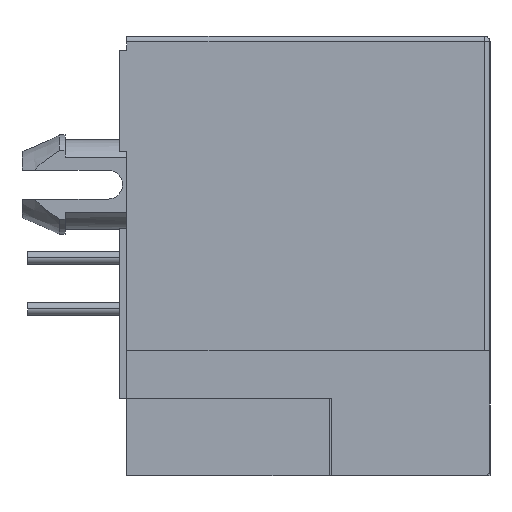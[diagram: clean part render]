
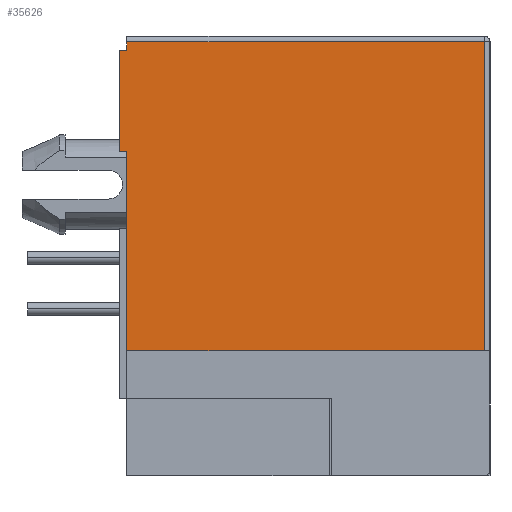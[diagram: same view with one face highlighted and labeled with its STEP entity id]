
A CAD part, left-side view. The second image highlights one B-rep face of the part: STEP entity #35626.
In plain terms, the highlighted planar face has unit normal (-1, 0, 0).
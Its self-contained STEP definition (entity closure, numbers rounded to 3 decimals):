
#27404=DIRECTION('',(0.,0.,1.));
#27405=VECTOR('',#27404,0.3);
#27406=CARTESIAN_POINT('',(-15.8,6.315,7.15));
#27407=LINE('',#27406,#27405);
#27408=DIRECTION('',(0.,-1.,0.));
#27409=VECTOR('',#27408,12.43);
#27410=CARTESIAN_POINT('',(-15.8,6.315,7.45));
#27411=LINE('',#27410,#27409);
#27412=DIRECTION('',(0.,0.,-1.));
#27413=VECTOR('',#27412,10.75);
#27414=CARTESIAN_POINT('',(-15.8,-6.115,7.45));
#27415=LINE('',#27414,#27413);
#27416=DIRECTION('',(0.,1.,0.));
#27417=VECTOR('',#27416,12.43);
#27418=CARTESIAN_POINT('',(-15.8,-6.115,-3.3));
#27419=LINE('',#27418,#27417);
#27424=DIRECTION('',(0.,1.,0.));
#27425=VECTOR('',#27424,0.25);
#27426=CARTESIAN_POINT('',(-15.8,6.315,7.15));
#27427=LINE('',#27426,#27425);
#27432=DIRECTION('',(0.,0.,-1.));
#27433=VECTOR('',#27432,3.5);
#27434=CARTESIAN_POINT('',(-15.8,6.565,7.15));
#27435=LINE('',#27434,#27433);
#27445=DIRECTION('',(0.,-1.,0.));
#27446=VECTOR('',#27445,0.25);
#27447=CARTESIAN_POINT('',(-15.8,6.565,3.65));
#27448=LINE('',#27447,#27446);
#27463=DIRECTION('',(0.,0.,-1.));
#27464=VECTOR('',#27463,6.95);
#27465=CARTESIAN_POINT('',(-15.8,6.315,3.65));
#27466=LINE('',#27465,#27464);
#32327=CARTESIAN_POINT('',(-15.8,-6.115,7.45));
#32328=CARTESIAN_POINT('',(-15.8,-6.115,-3.3));
#32329=VERTEX_POINT('',#32327);
#32330=VERTEX_POINT('',#32328);
#32337=CARTESIAN_POINT('',(-15.8,6.315,-3.3));
#32338=VERTEX_POINT('',#32337);
#32510=CARTESIAN_POINT('',(-15.8,6.315,7.45));
#32512=VERTEX_POINT('',#32510);
#32514=CARTESIAN_POINT('',(-15.8,6.315,7.15));
#32516=VERTEX_POINT('',#32514);
#32603=CARTESIAN_POINT('',(-15.8,6.565,3.65));
#32604=CARTESIAN_POINT('',(-15.8,6.315,3.65));
#32605=VERTEX_POINT('',#32603);
#32606=VERTEX_POINT('',#32604);
#32609=CARTESIAN_POINT('',(-15.8,6.565,7.15));
#32610=VERTEX_POINT('',#32609);
#35607=CARTESIAN_POINT('',(-15.8,0.225,2.075));
#35608=DIRECTION('',(1.,0.,0.));
#35609=DIRECTION('',(0.,-1.,0.));
#35610=AXIS2_PLACEMENT_3D('',#35607,#35608,#35609);
#35611=PLANE('',#35610);
#35613=ORIENTED_EDGE('',*,*,#35612,.F.);
#35614=ORIENTED_EDGE('',*,*,#35381,.T.);
#35615=ORIENTED_EDGE('',*,*,#35602,.T.);
#35616=ORIENTED_EDGE('',*,*,#34724,.T.);
#35617=ORIENTED_EDGE('',*,*,#34743,.T.);
#35619=ORIENTED_EDGE('',*,*,#35618,.F.);
#35621=ORIENTED_EDGE('',*,*,#35620,.F.);
#35623=ORIENTED_EDGE('',*,*,#35622,.F.);
#35624=EDGE_LOOP('',(#35613,#35614,#35615,#35616,#35617,#35619,#35621,#35623));
#35625=FACE_OUTER_BOUND('',#35624,.F.);
#35626=ADVANCED_FACE('',(#35625),#35611,.F.);
#34724=EDGE_CURVE('',#32329,#32330,#27415,.T.);
#34743=EDGE_CURVE('',#32330,#32338,#27419,.T.);
#35381=EDGE_CURVE('',#32516,#32512,#27407,.T.);
#35602=EDGE_CURVE('',#32512,#32329,#27411,.T.);
#35612=EDGE_CURVE('',#32516,#32610,#27427,.T.);
#35618=EDGE_CURVE('',#32606,#32338,#27466,.T.);
#35620=EDGE_CURVE('',#32605,#32606,#27448,.T.);
#35622=EDGE_CURVE('',#32610,#32605,#27435,.T.);
